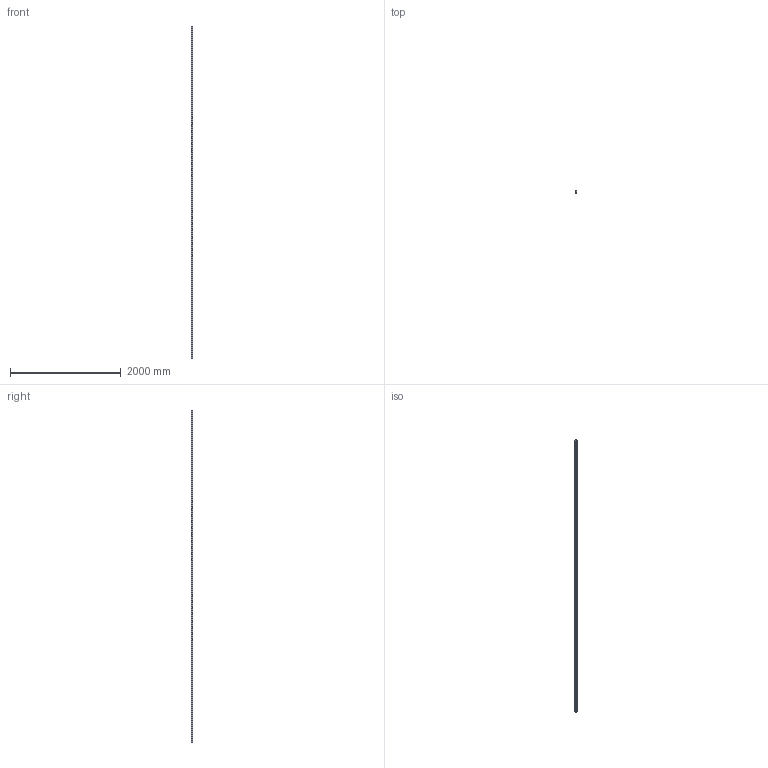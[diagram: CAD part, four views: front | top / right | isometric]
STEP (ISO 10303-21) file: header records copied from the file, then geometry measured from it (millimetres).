
FILE_DESCRIPTION (( 'STEP AP203' ), '1' );
FILE_NAME ('55399-240.STEP', '2016-03-24T09:29:57', ( '' ), ( '' ), 'SwSTEP 2.0', 'SolidWorks 2015', '' );
FILE_SCHEMA (( 'CONFIG_CONTROL_DESIGN' ));
Length unit declared in the file: millimetre
Products named in the file (1): 55399-240
Bounding box: 30 x 30 x 6000 mm (x, y, z)
Volume: 1323397.6 mm3; surface area: 1323849 mm2
Topology: 1 solids, 1 shells, 247 faces, 663 edges, 442 vertices
Faces by surface type: plane 132, bspline 111, cylinder 4
Entity records: 13644 total; most frequent: CARTESIAN_POINT 8128, ORIENTED_EDGE 1326, DIRECTION 723, EDGE_CURVE 663, VERTEX_POINT 442, LINE 433, VECTOR 433, EDGE_LOOP 273
